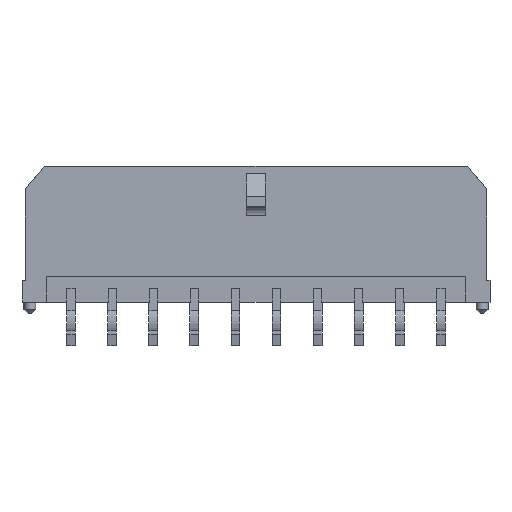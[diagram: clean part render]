
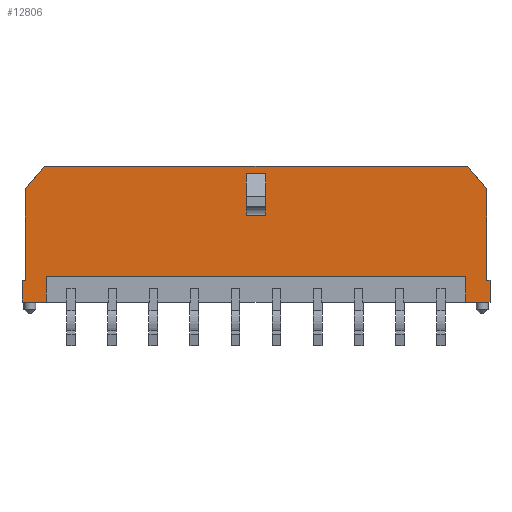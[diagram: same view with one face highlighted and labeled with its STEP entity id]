
A CAD part, front view. The second image highlights one B-rep face of the part: STEP entity #12806.
In plain terms, the highlighted planar face has unit normal (0, -1, 0).
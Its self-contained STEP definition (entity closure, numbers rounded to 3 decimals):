
#56 = VERTEX_POINT('',#57);
#57 = CARTESIAN_POINT('',(30.325,-4.9,1.595));
#63 = EDGE_CURVE('',#56,#64,#66,.T.);
#64 = VERTEX_POINT('',#65);
#65 = CARTESIAN_POINT('',(30.325,-4.9,8.255));
#66 = LINE('',#67,#68);
#67 = CARTESIAN_POINT('',(30.325,-4.9,1.595));
#68 = VECTOR('',#69,1.);
#69 = DIRECTION('',(0.,0.,1.));
#365 = VERTEX_POINT('',#366);
#366 = CARTESIAN_POINT('',(-1.925,-4.9,9.905));
#372 = EDGE_CURVE('',#373,#365,#375,.T.);
#373 = VERTEX_POINT('',#374);
#374 = CARTESIAN_POINT('',(-3.325,-4.9,8.255));
#375 = LINE('',#376,#377);
#376 = CARTESIAN_POINT('',(-3.325,-4.9,8.255));
#377 = VECTOR('',#378,1.);
#378 = DIRECTION('',(0.647,0.,0.763)
  );
#614 = EDGE_CURVE('',#615,#373,#617,.T.);
#615 = VERTEX_POINT('',#616);
#616 = CARTESIAN_POINT('',(-3.325,-4.9,1.595));
#617 = LINE('',#618,#619);
#618 = CARTESIAN_POINT('',(-3.325,-4.9,1.595));
#619 = VECTOR('',#620,1.);
#620 = DIRECTION('',(0.,0.,1.));
#884 = VERTEX_POINT('',#885);
#885 = CARTESIAN_POINT('',(28.925,-4.9,9.905));
#891 = EDGE_CURVE('',#884,#365,#892,.T.);
#892 = LINE('',#893,#894);
#893 = CARTESIAN_POINT('',(28.925,-4.9,9.905));
#894 = VECTOR('',#895,1.);
#895 = DIRECTION('',(-1.,0.,0.));
#6620 = VERTEX_POINT('',#6621);
#6621 = CARTESIAN_POINT('',(-3.575,-4.9,-0.005));
#6627 = EDGE_CURVE('',#6620,#6628,#6630,.T.);
#6628 = VERTEX_POINT('',#6629);
#6629 = CARTESIAN_POINT('',(-1.805,-4.9,-0.005));
#6630 = LINE('',#6631,#6632);
#6631 = CARTESIAN_POINT('',(-3.575,-4.9,-0.005));
#6632 = VECTOR('',#6633,1.);
#6633 = DIRECTION('',(1.,0.,0.));
#7145 = VERTEX_POINT('',#7146);
#7146 = CARTESIAN_POINT('',(28.805,-4.9,-0.005));
#7152 = EDGE_CURVE('',#7145,#7153,#7155,.T.);
#7153 = VERTEX_POINT('',#7154);
#7154 = CARTESIAN_POINT('',(30.575,-4.9,-0.005));
#7155 = LINE('',#7156,#7157);
#7156 = CARTESIAN_POINT('',(28.805,-4.9,-0.005));
#7157 = VECTOR('',#7158,1.);
#7158 = DIRECTION('',(1.,0.,0.));
#12722 = EDGE_CURVE('',#615,#12723,#12725,.T.);
#12723 = VERTEX_POINT('',#12724);
#12724 = CARTESIAN_POINT('',(-3.575,-4.9,1.595));
#12725 = LINE('',#12726,#12727);
#12726 = CARTESIAN_POINT('',(-3.325,-4.9,1.595));
#12727 = VECTOR('',#12728,1.);
#12728 = DIRECTION('',(-1.,0.,0.));
#12769 = VERTEX_POINT('',#12770);
#12770 = CARTESIAN_POINT('',(30.575,-4.9,1.595));
#12776 = EDGE_CURVE('',#56,#12769,#12777,.T.);
#12777 = LINE('',#12778,#12779);
#12778 = CARTESIAN_POINT('',(30.325,-4.9,1.595));
#12779 = VECTOR('',#12780,1.);
#12780 = DIRECTION('',(1.,0.,0.));
#12806 = ADVANCED_FACE('',(#12807,#12857),#12891,.T.);
#12807 = FACE_BOUND('',#12808,.F.);
#12808 = EDGE_LOOP('',(#12809,#12817,#12825,#12831,#12832,#12838,#12839,
    #12840,#12841,#12842,#12848,#12849,#12850,#12856));
#12809 = ORIENTED_EDGE('',*,*,#12810,.T.);
#12810 = EDGE_CURVE('',#7145,#12811,#12813,.T.);
#12811 = VERTEX_POINT('',#12812);
#12812 = CARTESIAN_POINT('',(28.805,-4.9,1.845));
#12813 = LINE('',#12814,#12815);
#12814 = CARTESIAN_POINT('',(28.805,-4.9,-0.005));
#12815 = VECTOR('',#12816,1.);
#12816 = DIRECTION('',(0.,0.,1.));
#12817 = ORIENTED_EDGE('',*,*,#12818,.T.);
#12818 = EDGE_CURVE('',#12811,#12819,#12821,.T.);
#12819 = VERTEX_POINT('',#12820);
#12820 = CARTESIAN_POINT('',(-1.805,-4.9,1.845));
#12821 = LINE('',#12822,#12823);
#12822 = CARTESIAN_POINT('',(28.805,-4.9,1.845));
#12823 = VECTOR('',#12824,1.);
#12824 = DIRECTION('',(-1.,0.,0.));
#12825 = ORIENTED_EDGE('',*,*,#12826,.F.);
#12826 = EDGE_CURVE('',#6628,#12819,#12827,.T.);
#12827 = LINE('',#12828,#12829);
#12828 = CARTESIAN_POINT('',(-1.805,-4.9,-0.005));
#12829 = VECTOR('',#12830,1.);
#12830 = DIRECTION('',(0.,0.,1.));
#12831 = ORIENTED_EDGE('',*,*,#6627,.F.);
#12832 = ORIENTED_EDGE('',*,*,#12833,.T.);
#12833 = EDGE_CURVE('',#6620,#12723,#12834,.T.);
#12834 = LINE('',#12835,#12836);
#12835 = CARTESIAN_POINT('',(-3.575,-4.9,-0.005));
#12836 = VECTOR('',#12837,1.);
#12837 = DIRECTION('',(0.,0.,1.));
#12838 = ORIENTED_EDGE('',*,*,#12722,.F.);
#12839 = ORIENTED_EDGE('',*,*,#614,.T.);
#12840 = ORIENTED_EDGE('',*,*,#372,.T.);
#12841 = ORIENTED_EDGE('',*,*,#891,.F.);
#12842 = ORIENTED_EDGE('',*,*,#12843,.T.);
#12843 = EDGE_CURVE('',#884,#64,#12844,.T.);
#12844 = LINE('',#12845,#12846);
#12845 = CARTESIAN_POINT('',(28.925,-4.9,9.905));
#12846 = VECTOR('',#12847,1.);
#12847 = DIRECTION('',(0.647,0.,
    -0.763));
#12848 = ORIENTED_EDGE('',*,*,#63,.F.);
#12849 = ORIENTED_EDGE('',*,*,#12776,.T.);
#12850 = ORIENTED_EDGE('',*,*,#12851,.T.);
#12851 = EDGE_CURVE('',#12769,#7153,#12852,.T.);
#12852 = LINE('',#12853,#12854);
#12853 = CARTESIAN_POINT('',(30.575,-4.9,1.595));
#12854 = VECTOR('',#12855,1.);
#12855 = DIRECTION('',(-0.,0.,-1.));
#12856 = ORIENTED_EDGE('',*,*,#7152,.F.);
#12857 = FACE_BOUND('',#12858,.F.);
#12858 = EDGE_LOOP('',(#12859,#12869,#12877,#12885));
#12859 = ORIENTED_EDGE('',*,*,#12860,.F.);
#12860 = EDGE_CURVE('',#12861,#12863,#12865,.T.);
#12861 = VERTEX_POINT('',#12862);
#12862 = CARTESIAN_POINT('',(14.2,-4.9,9.365));
#12863 = VERTEX_POINT('',#12864);
#12864 = CARTESIAN_POINT('',(14.2,-4.9,6.279));
#12865 = LINE('',#12866,#12867);
#12866 = CARTESIAN_POINT('',(14.2,-4.9,9.365));
#12867 = VECTOR('',#12868,1.);
#12868 = DIRECTION('',(-0.,0.,-1.));
#12869 = ORIENTED_EDGE('',*,*,#12870,.T.);
#12870 = EDGE_CURVE('',#12861,#12871,#12873,.T.);
#12871 = VERTEX_POINT('',#12872);
#12872 = CARTESIAN_POINT('',(12.8,-4.9,9.365));
#12873 = LINE('',#12874,#12875);
#12874 = CARTESIAN_POINT('',(14.2,-4.9,9.365));
#12875 = VECTOR('',#12876,1.);
#12876 = DIRECTION('',(-1.,0.,0.));
#12877 = ORIENTED_EDGE('',*,*,#12878,.T.);
#12878 = EDGE_CURVE('',#12871,#12879,#12881,.T.);
#12879 = VERTEX_POINT('',#12880);
#12880 = CARTESIAN_POINT('',(12.8,-4.9,6.279));
#12881 = LINE('',#12882,#12883);
#12882 = CARTESIAN_POINT('',(12.8,-4.9,9.365));
#12883 = VECTOR('',#12884,1.);
#12884 = DIRECTION('',(-0.,0.,-1.));
#12885 = ORIENTED_EDGE('',*,*,#12886,.F.);
#12886 = EDGE_CURVE('',#12863,#12879,#12887,.T.);
#12887 = LINE('',#12888,#12889);
#12888 = CARTESIAN_POINT('',(14.2,-4.9,6.279));
#12889 = VECTOR('',#12890,1.);
#12890 = DIRECTION('',(-1.,0.,0.));
#12891 = PLANE('',#12892);
#12892 = AXIS2_PLACEMENT_3D('',#12893,#12894,#12895);
#12893 = CARTESIAN_POINT('',(30.325,-4.9,-0.005));
#12894 = DIRECTION('',(0.,-1.,0.));
#12895 = DIRECTION('',(0.,0.,1.));
